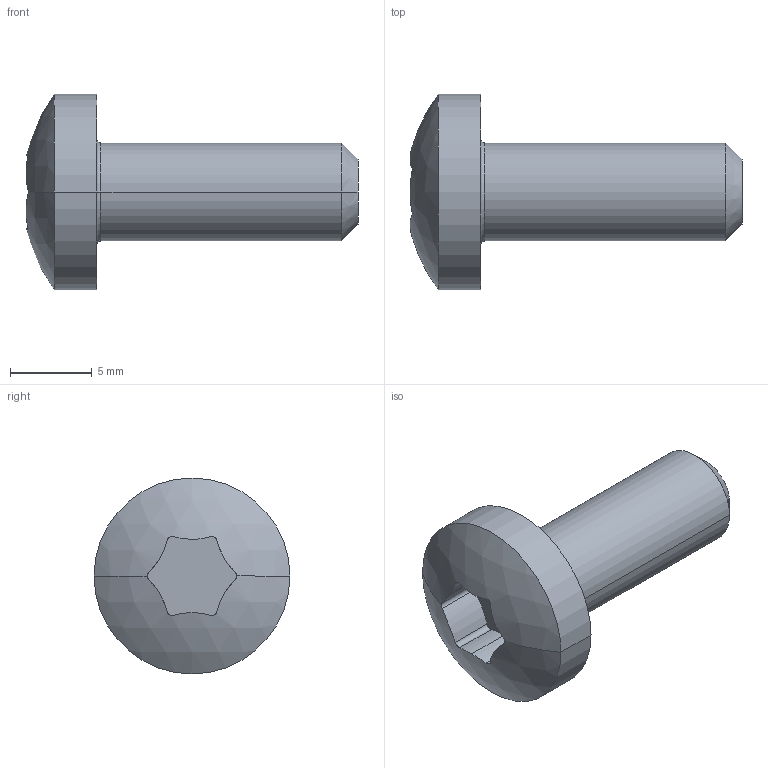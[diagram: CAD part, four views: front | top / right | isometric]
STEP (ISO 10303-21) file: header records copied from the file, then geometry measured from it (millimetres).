
FILE_DESCRIPTION (( 'STEP AP214' ), '1' );
FILE_NAME ('FO-00D-VTORX-M6X16-020 FORMAT 妈眚 󊬱6 TORX30 DIN7500C (20_箫嚓) IEK.STEP', '2024-07-03T11:35:09', ( '' ), ( '' ), 'SwSTEP 2.0', 'SolidWorks 2022', '' );
FILE_SCHEMA (( 'AUTOMOTIVE_DESIGN' ));
Length unit declared in the file: millimetre
Products named in the file (1): FO-00D-VTORX-M6X16-020 FORMAT Винт М6х16 TORX30 DIN7500C (20шт_упак) IEK
Bounding box: 20.34 x 12 x 12 mm (x, y, z)
Volume: 800.6 mm3; surface area: 670.6 mm2
Topology: 1 solids, 1 shells, 28 faces, 69 edges, 44 vertices
Faces by surface type: cylinder 19, plane 3, torus 2, cone 2, sphere 2
Entity records: 927 total; most frequent: CARTESIAN_POINT 211, DIRECTION 141, ORIENTED_EDGE 138, EDGE_CURVE 69, AXIS2_PLACEMENT_3D 60, VERTEX_POINT 44, CIRCLE 31, EDGE_LOOP 29
